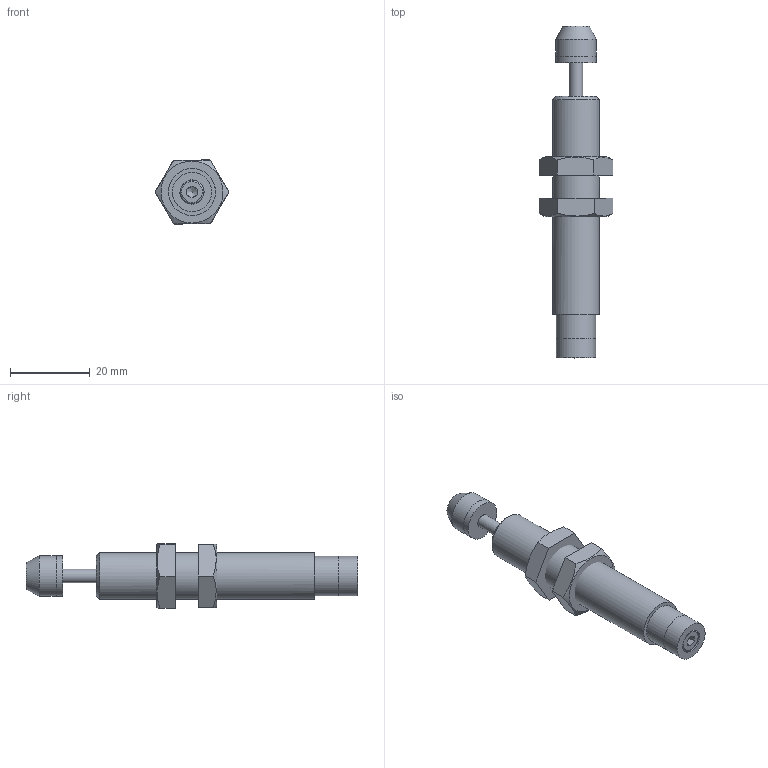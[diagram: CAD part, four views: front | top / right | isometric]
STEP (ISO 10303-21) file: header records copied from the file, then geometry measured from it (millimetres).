
FILE_DESCRIPTION(('FreeCAD Model'),'2;1');
FILE_NAME('Open CASCADE Shape Model','2025-05-09T03:47:23',('FreeCAD'),( 'FreeCAD'),'Open CASCADE STEP processor 7.6','FreeCAD','Unknown');
FILE_SCHEMA(('AUTOMOTIVE_DESIGN { 1 0 10303 214 1 1 1 1 }'));
Length unit declared in the file: millimetre
Products named in the file (1): Open CASCADE STEP translator 7.6 1
Bounding box: 18.48 x 83.37 x 16.14 mm (x, y, z)
Volume: 6000.9 mm3; surface area: 6748.2 mm2
Topology: 9 solids, 9 shells, 79 faces, 161 edges, 107 vertices
Faces by surface type: bspline 79
Entity records: 2480 total; most frequent: CARTESIAN_POINT 1460, ORIENTED_EDGE 320, EDGE_CURVE 160, VERTEX_POINT 107, FACE_BOUND 101, EDGE_LOOP 101, ADVANCED_FACE 79, B_SPLINE_CURVE_WITH_KNOTS 74
